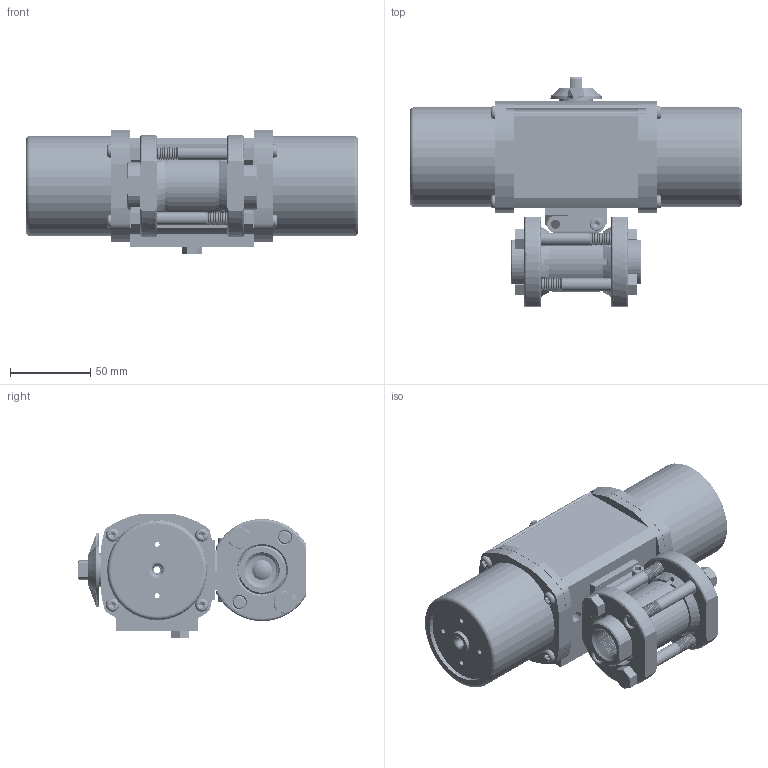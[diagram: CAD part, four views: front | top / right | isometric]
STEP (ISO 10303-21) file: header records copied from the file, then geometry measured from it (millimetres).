
FILE_DESCRIPTION (( 'STEP AP203' ), '1' );
FILE_NAME ('25XXSESA512SR.step', '2018-04-12T16:09:20', ( '' ), ( '' ), 'SwSTEP 2.0', 'SolidWorks 2017', '' );
FILE_SCHEMA (( 'CONFIG_CONTROL_DESIGN' ));
Products named in the file (1): 25XXSESA512SR
Bounding box: 206.38 x 142.33 x 77.22 mm (x, y, z)
Volume: 489044.7 mm3; surface area: 218572.6 mm2
Topology: 43 solids, 43 shells, 3792 faces, 10474 edges, 6796 vertices
Faces by surface type: cylinder 2128, cone 894, plane 507, bspline 133, torus 128, sphere 2
Entity records: 192564 total; most frequent: CARTESIAN_POINT 102110, ORIENTED_EDGE 20728, DIRECTION 17748, EDGE_CURVE 10364, AXIS2_PLACEMENT_3D 7051, VERTEX_POINT 6792, EDGE_LOOP 4098, FACE_OUTER_BOUND 3792
